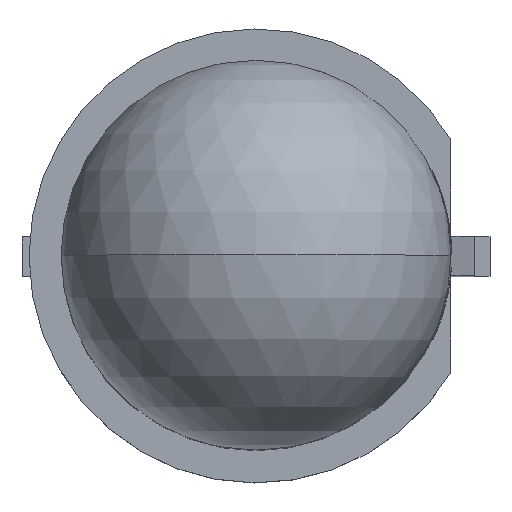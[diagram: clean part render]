
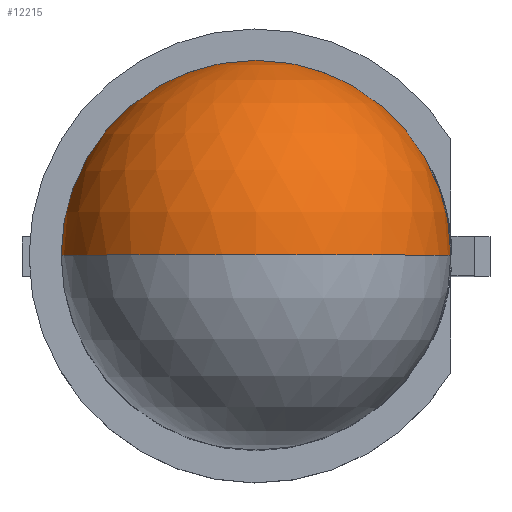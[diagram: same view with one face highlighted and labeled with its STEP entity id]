
A CAD part, top view. The second image highlights one B-rep face of the part: STEP entity #12215.
In plain terms, the highlighted spherical face has radius 2.49 mm.
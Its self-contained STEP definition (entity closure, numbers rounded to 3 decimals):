
#373 = EDGE_CURVE ( 'NONE', #5118, #2143, #1991, .T. ) ;
#1022 = DIRECTION ( 'NONE',  ( 0., 1., 0. ) ) ;
#1102 = CIRCLE ( 'NONE', #13657, 2.49 ) ;
#1274 = AXIS2_PLACEMENT_3D ( 'NONE', #5116, #13211, #7447 ) ;
#1991 = CIRCLE ( 'NONE', #1274, 2.49 ) ;
#2130 = CIRCLE ( 'NONE', #4270, 2.49 ) ;
#2143 = VERTEX_POINT ( 'NONE', #9726 ) ;
#2783 = DIRECTION ( 'NONE',  ( 0., -1., 0. ) ) ;
#3487 = VERTEX_POINT ( 'NONE', #4679 ) ;
#3962 = CARTESIAN_POINT ( 'NONE',  ( 0., 0., 6.21 ) ) ;
#4270 = AXIS2_PLACEMENT_3D ( 'NONE', #3962, #2783, #6168 ) ;
#4677 = ORIENTED_EDGE ( 'NONE', *, *, #11367, .T. ) ;
#4679 = CARTESIAN_POINT ( 'NONE',  ( 0., 0., 8.7 ) ) ;
#4930 = AXIS2_PLACEMENT_3D ( 'NONE', #14277, #1022, #8689 ) ;
#5116 = CARTESIAN_POINT ( 'NONE',  ( 0., 0., 6.21 ) ) ;
#5118 = VERTEX_POINT ( 'NONE', #11656 ) ;
#5478 = FACE_OUTER_BOUND ( 'NONE', #10814, .T. ) ;
#6168 = DIRECTION ( 'NONE',  ( 0., 0., -1. ) ) ;
#6530 = SPHERICAL_SURFACE ( 'NONE', #4930, 2.49 ) ;
#7366 = CARTESIAN_POINT ( 'NONE',  ( 0., 0., 6.21 ) ) ;
#7447 = DIRECTION ( 'NONE',  ( -1., 0., 0. ) ) ;
#8689 = DIRECTION ( 'NONE',  ( -1., 0., 0. ) ) ;
#9445 = ORIENTED_EDGE ( 'NONE', *, *, #373, .F. ) ;
#9726 = CARTESIAN_POINT ( 'NONE',  ( 2.49, 0., 6.21 ) ) ;
#10172 = ORIENTED_EDGE ( 'NONE', *, *, #13162, .F. ) ;
#10814 = EDGE_LOOP ( 'NONE', ( #10172, #4677, #9445 ) ) ;
#11367 = EDGE_CURVE ( 'NONE', #3487, #2143, #1102, .T. ) ;
#11656 = CARTESIAN_POINT ( 'NONE',  ( -2.49, 0., 6.21 ) ) ;
#11873 = DIRECTION ( 'NONE',  ( -1., 0., 0. ) ) ;
#12215 = ADVANCED_FACE ( 'NONE', ( #5478 ), #6530, .T. ) ;
#13056 = DIRECTION ( 'NONE',  ( 0., 1., 0. ) ) ;
#13162 = EDGE_CURVE ( 'NONE', #3487, #5118, #2130, .T. ) ;
#13211 = DIRECTION ( 'NONE',  ( 0., 0., -1. ) ) ;
#13657 = AXIS2_PLACEMENT_3D ( 'NONE', #7366, #13056, #11873 ) ;
#14277 = CARTESIAN_POINT ( 'NONE',  ( 0., 0., 6.21 ) ) ;
